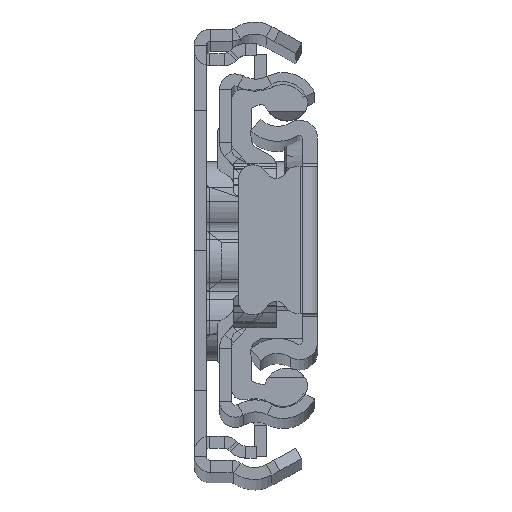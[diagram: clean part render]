
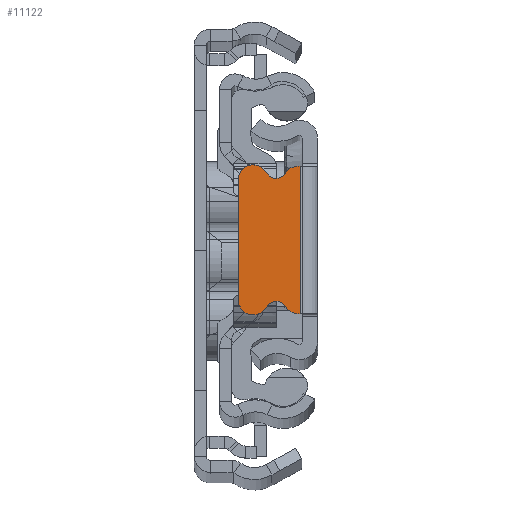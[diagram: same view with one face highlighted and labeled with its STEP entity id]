
A CAD part, top view. The second image highlights one B-rep face of the part: STEP entity #11122.
In plain terms, the highlighted planar face has unit normal (0, 0, 1).
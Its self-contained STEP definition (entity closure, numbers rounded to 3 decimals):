
#559 = CARTESIAN_POINT ( 'NONE',  ( -4.142, 7.236, 0. ) ) ;
#754 = EDGE_CURVE ( 'NONE', #23572, #7325, #3148, .T. ) ;
#1109 = LINE ( 'NONE', #15591, #1837 ) ;
#1837 = VECTOR ( 'NONE', #11360, 1000. ) ;
#1986 = EDGE_LOOP ( 'NONE', ( #4309, #24242, #7057, #22703, #11199, #26107, #22847, #2622, #7917, #5543 ) ) ;
#2389 = AXIS2_PLACEMENT_3D ( 'NONE', #559, #16647, #8667 ) ;
#2510 = CARTESIAN_POINT ( 'NONE',  ( -1.75, 7.37, 0. ) ) ;
#2622 = ORIENTED_EDGE ( 'NONE', *, *, #22776, .T. ) ;
#2876 = DIRECTION ( 'NONE',  ( 0., 0., 1. ) ) ;
#3148 = CIRCLE ( 'NONE', #22685, 1.5 ) ;
#3245 = CIRCLE ( 'NONE', #2389, 1.1 ) ;
#3247 = EDGE_CURVE ( 'NONE', #16328, #11562, #13478, .T. ) ;
#3503 = CARTESIAN_POINT ( 'NONE',  ( -1.929, 5.87, 0. ) ) ;
#3568 = VERTEX_POINT ( 'NONE', #17162 ) ;
#4309 = ORIENTED_EDGE ( 'NONE', *, *, #9341, .F. ) ;
#4532 = EDGE_CURVE ( 'NONE', #4547, #21935, #3245, .T. ) ;
#4547 = VERTEX_POINT ( 'NONE', #6675 ) ;
#5006 = VECTOR ( 'NONE', #22028, 1000. ) ;
#5278 = CARTESIAN_POINT ( 'NONE',  ( -5.109, 6.713, 0. ) ) ;
#5361 = DIRECTION ( 'NONE',  ( -1., 0., 0. ) ) ;
#5543 = ORIENTED_EDGE ( 'NONE', *, *, #3247, .F. ) ;
#5902 = CARTESIAN_POINT ( 'NONE',  ( -1.929, 7.37, 0. ) ) ;
#6064 = DIRECTION ( 'NONE',  ( 0., 0., 1. ) ) ;
#6502 = CIRCLE ( 'NONE', #19664, 1.5 ) ;
#6675 = CARTESIAN_POINT ( 'NONE',  ( -3.206, 6.658, 0. ) ) ;
#6730 = CIRCLE ( 'NONE', #24956, 1.5 ) ;
#7057 = ORIENTED_EDGE ( 'NONE', *, *, #14487, .T. ) ;
#7106 = DIRECTION ( 'NONE',  ( 0., -1., 0. ) ) ;
#7240 = CARTESIAN_POINT ( 'NONE',  ( -7.929, -6., 0. ) ) ;
#7325 = VERTEX_POINT ( 'NONE', #13717 ) ;
#7633 = CIRCLE ( 'NONE', #12747, 1.5 ) ;
#7917 = ORIENTED_EDGE ( 'NONE', *, *, #20023, .T. ) ;
#8054 = FACE_OUTER_BOUND ( 'NONE', #1986, .T. ) ;
#8435 = VERTEX_POINT ( 'NONE', #11215 ) ;
#8667 = DIRECTION ( 'NONE',  ( 1., 0., 0. ) ) ;
#9135 = CARTESIAN_POINT ( 'NONE',  ( -6.429, -6., 0. ) ) ;
#9341 = EDGE_CURVE ( 'NONE', #23481, #16328, #13924, .T. ) ;
#9784 = AXIS2_PLACEMENT_3D ( 'NONE', #14928, #12946, #17054 ) ;
#10785 = EDGE_CURVE ( 'NONE', #21935, #8435, #7633, .T. ) ;
#11122 = ADVANCED_FACE ( 'NONE', ( #8054 ), #16161, .T. ) ;
#11131 = EDGE_CURVE ( 'NONE', #8435, #23572, #15346, .T. ) ;
#11199 = ORIENTED_EDGE ( 'NONE', *, *, #10785, .T. ) ;
#11215 = CARTESIAN_POINT ( 'NONE',  ( -7.929, 6., 0. ) ) ;
#11360 = DIRECTION ( 'NONE',  ( 1., 0., 0. ) ) ;
#11362 = DIRECTION ( 'NONE',  ( -1., 0., 0. ) ) ;
#11485 = VECTOR ( 'NONE', #7106, 1000. ) ;
#11562 = VERTEX_POINT ( 'NONE', #18771 ) ;
#12747 = AXIS2_PLACEMENT_3D ( 'NONE', #23478, #2876, #13120 ) ;
#12946 = DIRECTION ( 'NONE',  ( 0., 0., -1. ) ) ;
#13080 = VECTOR ( 'NONE', #11362, 1000. ) ;
#13120 = DIRECTION ( 'NONE',  ( -1., 0., 0. ) ) ;
#13150 = DIRECTION ( 'NONE',  ( 1., 0., 0. ) ) ;
#13478 = LINE ( 'NONE', #25807, #13080 ) ;
#13717 = CARTESIAN_POINT ( 'NONE',  ( -5.109, -6.713, 0. ) ) ;
#13924 = LINE ( 'NONE', #17916, #5006 ) ;
#14191 = CARTESIAN_POINT ( 'NONE',  ( -1.75, -7.37, 0. ) ) ;
#14405 = EDGE_CURVE ( 'NONE', #15674, #23481, #1109, .T. ) ;
#14487 = EDGE_CURVE ( 'NONE', #15674, #4547, #6502, .T. ) ;
#14863 = CARTESIAN_POINT ( 'NONE',  ( -7.929, -6., 0. ) ) ;
#14928 = CARTESIAN_POINT ( 'NONE',  ( -4.142, -7.236, 0. ) ) ;
#15346 = LINE ( 'NONE', #7240, #11485 ) ;
#15591 = CARTESIAN_POINT ( 'NONE',  ( -1.929, 7.37, 0. ) ) ;
#15674 = VERTEX_POINT ( 'NONE', #5902 ) ;
#16161 = PLANE ( 'NONE',  #17853 ) ;
#16280 = DIRECTION ( 'NONE',  ( 1., 0., 0. ) ) ;
#16328 = VERTEX_POINT ( 'NONE', #14191 ) ;
#16647 = DIRECTION ( 'NONE',  ( 0., 0., -1. ) ) ;
#17054 = DIRECTION ( 'NONE',  ( -1., 0., 0. ) ) ;
#17162 = CARTESIAN_POINT ( 'NONE',  ( -3.206, -6.658, 0. ) ) ;
#17240 = DIRECTION ( 'NONE',  ( 0., 0., 1. ) ) ;
#17853 = AXIS2_PLACEMENT_3D ( 'NONE', #24259, #6064, #16280 ) ;
#17859 = CIRCLE ( 'NONE', #9784, 1.1 ) ;
#17916 = CARTESIAN_POINT ( 'NONE',  ( -1.75, 0., 0. ) ) ;
#18771 = CARTESIAN_POINT ( 'NONE',  ( -1.929, -7.37, 0. ) ) ;
#19664 = AXIS2_PLACEMENT_3D ( 'NONE', #3503, #21839, #5361 ) ;
#20023 = EDGE_CURVE ( 'NONE', #3568, #11562, #6730, .T. ) ;
#21258 = DIRECTION ( 'NONE',  ( 0., 0., 1. ) ) ;
#21505 = CARTESIAN_POINT ( 'NONE',  ( -1.929, -5.87, 0. ) ) ;
#21839 = DIRECTION ( 'NONE',  ( 0., 0., 1. ) ) ;
#21935 = VERTEX_POINT ( 'NONE', #5278 ) ;
#22028 = DIRECTION ( 'NONE',  ( 0., -1., 0. ) ) ;
#22685 = AXIS2_PLACEMENT_3D ( 'NONE', #9135, #17240, #25332 ) ;
#22703 = ORIENTED_EDGE ( 'NONE', *, *, #4532, .T. ) ;
#22776 = EDGE_CURVE ( 'NONE', #7325, #3568, #17859, .T. ) ;
#22847 = ORIENTED_EDGE ( 'NONE', *, *, #754, .T. ) ;
#23478 = CARTESIAN_POINT ( 'NONE',  ( -6.429, 6., 0. ) ) ;
#23481 = VERTEX_POINT ( 'NONE', #2510 ) ;
#23572 = VERTEX_POINT ( 'NONE', #14863 ) ;
#24242 = ORIENTED_EDGE ( 'NONE', *, *, #14405, .F. ) ;
#24259 = CARTESIAN_POINT ( 'NONE',  ( 594.071, 0., 0. ) ) ;
#24956 = AXIS2_PLACEMENT_3D ( 'NONE', #21505, #21258, #13150 ) ;
#25332 = DIRECTION ( 'NONE',  ( 1., 0., 0. ) ) ;
#25807 = CARTESIAN_POINT ( 'NONE',  ( -1.929, -7.37, 0. ) ) ;
#26107 = ORIENTED_EDGE ( 'NONE', *, *, #11131, .T. ) ;
